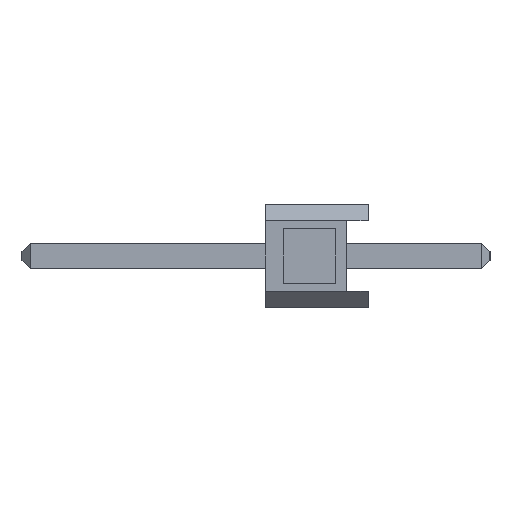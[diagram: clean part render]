
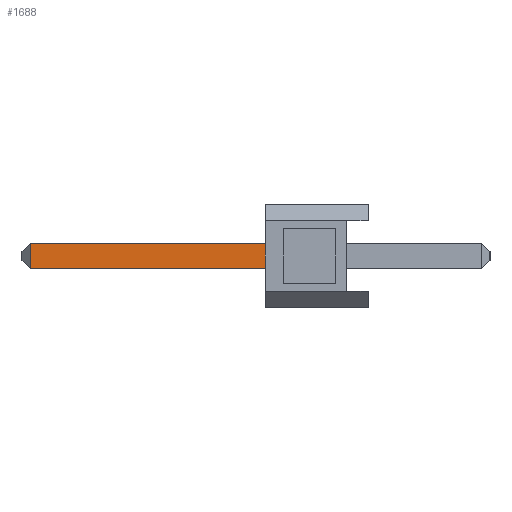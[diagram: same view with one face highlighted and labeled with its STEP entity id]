
A CAD part, left-side view. The second image highlights one B-rep face of the part: STEP entity #1688.
In plain terms, the highlighted planar face has unit normal (-1, 0, 0).
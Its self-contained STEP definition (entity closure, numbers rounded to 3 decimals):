
#474 = VERTEX_POINT ( 'NONE', #9629 ) ;
#619 = CARTESIAN_POINT ( 'NONE',  ( -0.32, 2.54, 0. ) ) ;
#929 = VERTEX_POINT ( 'NONE', #4636 ) ;
#1078 = VERTEX_POINT ( 'NONE', #16184 ) ;
#1473 = VECTOR ( 'NONE', #7696, 1000. ) ;
#1688 = ADVANCED_FACE ( 'NONE', ( #3464 ), #2216, .T. ) ;
#2216 = PLANE ( 'NONE',  #3251 ) ;
#2656 = CARTESIAN_POINT ( 'NONE',  ( -0.32, -3., -0.32 ) ) ;
#2842 = LINE ( 'NONE', #619, #1473 ) ;
#2942 = LINE ( 'NONE', #14017, #8571 ) ;
#3251 = AXIS2_PLACEMENT_3D ( 'NONE', #13690, #16338, #11070 ) ;
#3464 = FACE_OUTER_BOUND ( 'NONE', #17788, .T. ) ;
#4044 = DIRECTION ( 'NONE',  ( 0., 1., 0. ) ) ;
#4159 = DIRECTION ( 'NONE',  ( 0., 1., 0. ) ) ;
#4285 = ORIENTED_EDGE ( 'NONE', *, *, #8162, .T. ) ;
#4636 = CARTESIAN_POINT ( 'NONE',  ( -0.32, 8.34, -0.32 ) ) ;
#5634 = ORIENTED_EDGE ( 'NONE', *, *, #17502, .F. ) ;
#7696 = DIRECTION ( 'NONE',  ( 0., 0., -1. ) ) ;
#8162 = EDGE_CURVE ( 'NONE', #1078, #929, #13823, .T. ) ;
#8571 = VECTOR ( 'NONE', #4159, 1000. ) ;
#9120 = ORIENTED_EDGE ( 'NONE', *, *, #11819, .F. ) ;
#9467 = EDGE_CURVE ( 'NONE', #474, #1078, #2942, .T. ) ;
#9629 = CARTESIAN_POINT ( 'NONE',  ( -0.32, 2.54, 0.32 ) ) ;
#10477 = VERTEX_POINT ( 'NONE', #16057 ) ;
#11070 = DIRECTION ( 'NONE',  ( 0., 0., 1. ) ) ;
#11130 = LINE ( 'NONE', #2656, #12250 ) ;
#11819 = EDGE_CURVE ( 'NONE', #474, #10477, #2842, .T. ) ;
#12189 = CARTESIAN_POINT ( 'NONE',  ( -0.32, 8.34, -0.32 ) ) ;
#12250 = VECTOR ( 'NONE', #4044, 1000. ) ;
#13690 = CARTESIAN_POINT ( 'NONE',  ( -0.32, -3., -0.32 ) ) ;
#13823 = LINE ( 'NONE', #12189, #14735 ) ;
#14017 = CARTESIAN_POINT ( 'NONE',  ( -0.32, -3., 0.32 ) ) ;
#14735 = VECTOR ( 'NONE', #16573, 1000. ) ;
#15131 = ORIENTED_EDGE ( 'NONE', *, *, #9467, .T. ) ;
#16057 = CARTESIAN_POINT ( 'NONE',  ( -0.32, 2.54, -0.32 ) ) ;
#16184 = CARTESIAN_POINT ( 'NONE',  ( -0.32, 8.34, 0.32 ) ) ;
#16338 = DIRECTION ( 'NONE',  ( -1., 0., 0. ) ) ;
#16573 = DIRECTION ( 'NONE',  ( 0., 0., -1. ) ) ;
#17502 = EDGE_CURVE ( 'NONE', #10477, #929, #11130, .T. ) ;
#17788 = EDGE_LOOP ( 'NONE', ( #15131, #4285, #5634, #9120 ) ) ;
